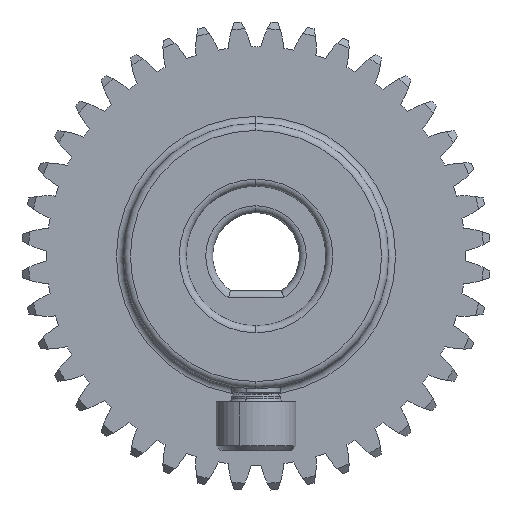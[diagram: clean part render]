
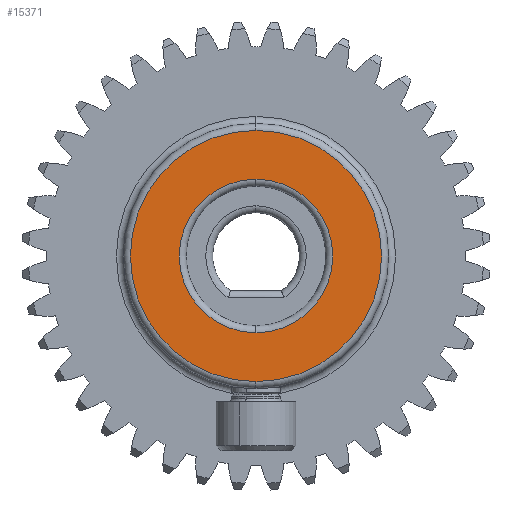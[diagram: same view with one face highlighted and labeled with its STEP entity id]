
A CAD part, left-side view. The second image highlights one B-rep face of the part: STEP entity #15371.
In plain terms, the highlighted planar face has unit normal (-1, 0, 0).
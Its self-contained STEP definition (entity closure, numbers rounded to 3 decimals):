
#500 = FACE_OUTER_BOUND ( 'NONE', #11673, .T. ) ;
#546 = CARTESIAN_POINT ( 'NONE',  ( 37.39, 14.051, -27.866 ) ) ;
#703 = ORIENTED_EDGE ( 'NONE', *, *, #10000, .T. ) ;
#887 = DIRECTION ( 'NONE',  ( 0., 0., -1. ) ) ;
#1106 = DIRECTION ( 'NONE',  ( 1., 0., 0. ) ) ;
#2785 = CIRCLE ( 'NONE', #8422, 5.5 ) ;
#2880 = VERTEX_POINT ( 'NONE', #546 ) ;
#3025 = AXIS2_PLACEMENT_3D ( 'NONE', #17659, #9468, #887 ) ;
#3873 = CIRCLE ( 'NONE', #3025, 5.5 ) ;
#4440 = DIRECTION ( 'NONE',  ( 1., 0., 0. ) ) ;
#5305 = DIRECTION ( 'NONE',  ( -1., 0., 0. ) ) ;
#5348 = VERTEX_POINT ( 'NONE', #15288 ) ;
#5889 = ORIENTED_EDGE ( 'NONE', *, *, #7174, .T. ) ;
#6847 = DIRECTION ( 'NONE',  ( -1., 0., 0. ) ) ;
#7077 = CARTESIAN_POINT ( 'NONE',  ( 37.39, 14.051, -38.866 ) ) ;
#7174 = EDGE_CURVE ( 'NONE', #9436, #5348, #17616, .T. ) ;
#7176 = EDGE_CURVE ( 'NONE', #2880, #18124, #2785, .T. ) ;
#7684 = FACE_BOUND ( 'NONE', #14700, .T. ) ;
#8180 = CIRCLE ( 'NONE', #17595, 9. ) ;
#8422 = AXIS2_PLACEMENT_3D ( 'NONE', #9680, #1106, #11019 ) ;
#8425 = AXIS2_PLACEMENT_3D ( 'NONE', #15070, #6847, #16458 ) ;
#8818 = CARTESIAN_POINT ( 'NONE',  ( 37.39, 14.051, -42.366 ) ) ;
#9436 = VERTEX_POINT ( 'NONE', #8818 ) ;
#9468 = DIRECTION ( 'NONE',  ( 1., 0., 0. ) ) ;
#9680 = CARTESIAN_POINT ( 'NONE',  ( 37.39, 14.051, -33.366 ) ) ;
#10000 = EDGE_CURVE ( 'NONE', #18124, #2880, #3873, .T. ) ;
#10642 = ORIENTED_EDGE ( 'NONE', *, *, #7176, .T. ) ;
#11019 = DIRECTION ( 'NONE',  ( 0., 0., -1. ) ) ;
#11673 = EDGE_LOOP ( 'NONE', ( #5889, #15189 ) ) ;
#12790 = CARTESIAN_POINT ( 'NONE',  ( 37.39, 14.051, -33.366 ) ) ;
#13610 = CARTESIAN_POINT ( 'NONE',  ( 37.39, 14.051, -33.366 ) ) ;
#14013 = AXIS2_PLACEMENT_3D ( 'NONE', #12790, #4440, #14190 ) ;
#14129 = PLANE ( 'NONE',  #14013 ) ;
#14190 = DIRECTION ( 'NONE',  ( 0., 0., -1. ) ) ;
#14700 = EDGE_LOOP ( 'NONE', ( #703, #10642 ) ) ;
#15006 = DIRECTION ( 'NONE',  ( 0., 0., -1. ) ) ;
#15070 = CARTESIAN_POINT ( 'NONE',  ( 37.39, 14.051, -33.366 ) ) ;
#15189 = ORIENTED_EDGE ( 'NONE', *, *, #17789, .T. ) ;
#15288 = CARTESIAN_POINT ( 'NONE',  ( 37.39, 14.051, -24.366 ) ) ;
#15371 = ADVANCED_FACE ( 'NONE', ( #500, #7684 ), #14129, .F. ) ;
#16458 = DIRECTION ( 'NONE',  ( 0., 0., -1. ) ) ;
#17595 = AXIS2_PLACEMENT_3D ( 'NONE', #13610, #5305, #15006 ) ;
#17616 = CIRCLE ( 'NONE', #8425, 9. ) ;
#17659 = CARTESIAN_POINT ( 'NONE',  ( 37.39, 14.051, -33.366 ) ) ;
#17789 = EDGE_CURVE ( 'NONE', #5348, #9436, #8180, .T. ) ;
#18124 = VERTEX_POINT ( 'NONE', #7077 ) ;
